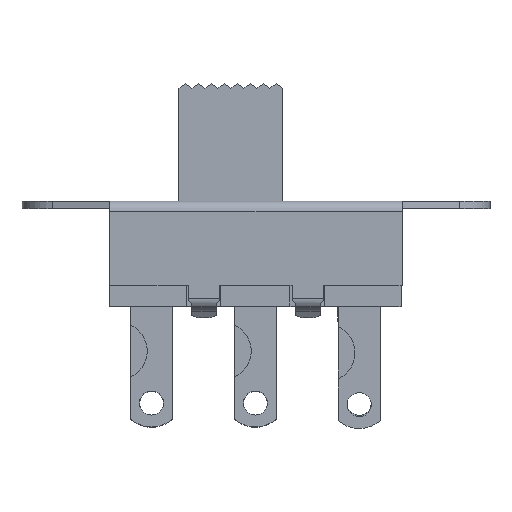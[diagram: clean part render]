
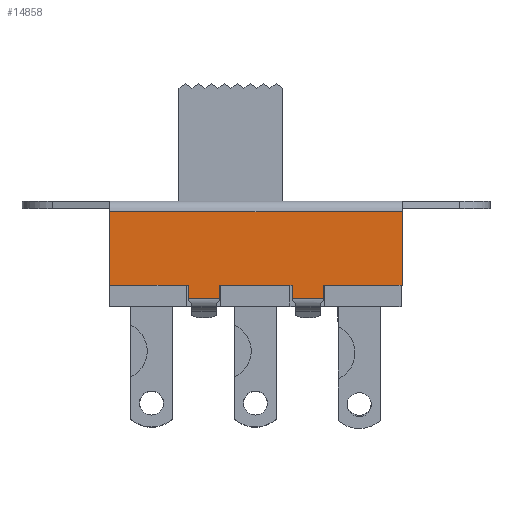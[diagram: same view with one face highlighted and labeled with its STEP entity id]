
A CAD part, top view. The second image highlights one B-rep face of the part: STEP entity #14858.
In plain terms, the highlighted planar face has unit normal (0, 0, 1).
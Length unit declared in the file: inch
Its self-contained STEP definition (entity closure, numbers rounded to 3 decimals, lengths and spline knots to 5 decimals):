
#989=FACE_OUTER_BOUND('',#1782,.T.);
#1782=EDGE_LOOP('',(#12321,#12322,#12323,#12324,#12325,#12326,#12327,#12328,
#12329,#12330,#12331,#12332,#12333,#12334,#12335,#12336,#12337,#12338));
#3301=LINE('',#23060,#4887);
#3305=LINE('',#23069,#4891);
#3309=LINE('',#23078,#4895);
#3454=LINE('',#23416,#5040);
#3458=LINE('',#23423,#5044);
#3460=LINE('',#23428,#5046);
#3462=LINE('',#23433,#5048);
#3465=LINE('',#23442,#5051);
#3468=LINE('',#23449,#5054);
#3469=LINE('',#23451,#5055);
#3698=LINE('',#23977,#5284);
#3699=LINE('',#23979,#5285);
#3701=LINE('',#23983,#5287);
#3702=LINE('',#23984,#5288);
#3703=LINE('',#23986,#5289);
#3704=LINE('',#23987,#5290);
#3705=LINE('',#23989,#5291);
#3706=LINE('',#23990,#5292);
#4887=VECTOR('',#18668,0.3937);
#4891=VECTOR('',#18674,0.3937);
#4895=VECTOR('',#18680,0.3937);
#5040=VECTOR('',#19075,0.3937);
#5044=VECTOR('',#19081,0.3937);
#5046=VECTOR('',#19085,0.3937);
#5048=VECTOR('',#19091,0.3937);
#5051=VECTOR('',#19100,0.3937);
#5054=VECTOR('',#19107,0.3937);
#5055=VECTOR('',#19110,0.3937);
#5284=VECTOR('',#19579,0.3937);
#5285=VECTOR('',#19582,0.3937);
#5287=VECTOR('',#19586,0.3937);
#5288=VECTOR('',#19587,0.3937);
#5289=VECTOR('',#19588,0.3937);
#5290=VECTOR('',#19589,0.3937);
#5291=VECTOR('',#19590,0.3937);
#5292=VECTOR('',#19591,0.3937);
#6391=VERTEX_POINT('',#23058);
#6392=VERTEX_POINT('',#23059);
#6395=VERTEX_POINT('',#23067);
#6396=VERTEX_POINT('',#23068);
#6399=VERTEX_POINT('',#23076);
#6400=VERTEX_POINT('',#23077);
#6468=VERTEX_POINT('',#23415);
#6470=VERTEX_POINT('',#23421);
#6471=VERTEX_POINT('',#23425);
#6472=VERTEX_POINT('',#23427);
#6473=VERTEX_POINT('',#23431);
#6475=VERTEX_POINT('',#23439);
#6476=VERTEX_POINT('',#23441);
#6478=VERTEX_POINT('',#23447);
#6648=VERTEX_POINT('',#23969);
#6650=VERTEX_POINT('',#23982);
#6651=VERTEX_POINT('',#23985);
#6652=VERTEX_POINT('',#23988);
#8145=EDGE_CURVE('',#6391,#6392,#3301,.T.);
#8149=EDGE_CURVE('',#6395,#6396,#3305,.T.);
#8153=EDGE_CURVE('',#6399,#6400,#3309,.T.);
#8323=EDGE_CURVE('',#6400,#6468,#3454,.T.);
#8327=EDGE_CURVE('',#6470,#6399,#3458,.T.);
#8329=EDGE_CURVE('',#6472,#6471,#3460,.T.);
#8332=EDGE_CURVE('',#6473,#6395,#3462,.T.);
#8336=EDGE_CURVE('',#6476,#6475,#3465,.T.);
#8340=EDGE_CURVE('',#6478,#6391,#3468,.T.);
#8341=EDGE_CURVE('',#6392,#6475,#3469,.T.);
#8601=EDGE_CURVE('',#6396,#6471,#3698,.T.);
#8602=EDGE_CURVE('',#6468,#6648,#3699,.T.);
#8604=EDGE_CURVE('',#6470,#6650,#3701,.T.);
#8605=EDGE_CURVE('',#6650,#6472,#3702,.T.);
#8606=EDGE_CURVE('',#6473,#6651,#3703,.T.);
#8607=EDGE_CURVE('',#6651,#6476,#3704,.T.);
#8608=EDGE_CURVE('',#6652,#6478,#3705,.T.);
#8609=EDGE_CURVE('',#6652,#6648,#3706,.T.);
#12321=ORIENTED_EDGE('',*,*,#8604,.T.);
#12322=ORIENTED_EDGE('',*,*,#8605,.T.);
#12323=ORIENTED_EDGE('',*,*,#8329,.T.);
#12324=ORIENTED_EDGE('',*,*,#8601,.F.);
#12325=ORIENTED_EDGE('',*,*,#8149,.F.);
#12326=ORIENTED_EDGE('',*,*,#8332,.F.);
#12327=ORIENTED_EDGE('',*,*,#8606,.T.);
#12328=ORIENTED_EDGE('',*,*,#8607,.T.);
#12329=ORIENTED_EDGE('',*,*,#8336,.T.);
#12330=ORIENTED_EDGE('',*,*,#8341,.F.);
#12331=ORIENTED_EDGE('',*,*,#8145,.F.);
#12332=ORIENTED_EDGE('',*,*,#8340,.F.);
#12333=ORIENTED_EDGE('',*,*,#8608,.F.);
#12334=ORIENTED_EDGE('',*,*,#8609,.T.);
#12335=ORIENTED_EDGE('',*,*,#8602,.F.);
#12336=ORIENTED_EDGE('',*,*,#8323,.F.);
#12337=ORIENTED_EDGE('',*,*,#8153,.F.);
#12338=ORIENTED_EDGE('',*,*,#8327,.F.);
#13435=PLANE('',#15989);
#14858=ADVANCED_FACE('',(#989),#13435,.T.);
#15989=AXIS2_PLACEMENT_3D('',#23981,#19584,#19585);
#18668=DIRECTION('',(-1.,0.,0.));
#18674=DIRECTION('',(-1.,0.,0.));
#18680=DIRECTION('',(-1.,0.,0.));
#19075=DIRECTION('',(-1.,0.,0.));
#19081=DIRECTION('',(-1.,0.,0.));
#19085=DIRECTION('',(0.,1.,0.));
#19091=DIRECTION('',(-1.,0.,0.));
#19100=DIRECTION('',(0.,1.,0.));
#19107=DIRECTION('',(-1.,0.,0.));
#19110=DIRECTION('',(-1.,0.,0.));
#19579=DIRECTION('',(-1.,0.,0.));
#19582=DIRECTION('',(0.,1.,0.));
#19584=DIRECTION('center_axis',(0.,0.,
1.));
#19585=DIRECTION('ref_axis',(1.,0.,0.));
#19586=DIRECTION('',(0.,-1.,0.));
#19587=DIRECTION('',(1.,0.,0.));
#19588=DIRECTION('',(0.,-1.,0.));
#19589=DIRECTION('',(1.,0.,0.));
#19590=DIRECTION('',(0.,-1.,0.));
#19591=DIRECTION('',(-1.,0.,0.));
#23058=CARTESIAN_POINT('',(0.87564,-0.66008,-0.32364));
#23059=CARTESIAN_POINT('',(0.64614,-0.66008,-0.32364));
#23060=CARTESIAN_POINT('',(0.88,-0.66008,-0.32364));
#23067=CARTESIAN_POINT('',(0.54214,-0.66008,-0.32364));
#23068=CARTESIAN_POINT('',(0.33414,-0.66008,-0.32364));
#23069=CARTESIAN_POINT('',(0.88,-0.66008,-0.32364));
#23076=CARTESIAN_POINT('',(0.23014,-0.66008,-0.32364));
#23077=CARTESIAN_POINT('',(0.00064,-0.66008,-0.32364));
#23078=CARTESIAN_POINT('',(0.88,-0.66008,-0.32364));
#23415=CARTESIAN_POINT('',(0.,-0.66008,-0.32364));
#23416=CARTESIAN_POINT('',(0.88,-0.66008,-0.32364));
#23421=CARTESIAN_POINT('',(0.237,-0.66008,-0.32364));
#23423=CARTESIAN_POINT('',(0.88,-0.66008,-0.32364));
#23425=CARTESIAN_POINT('',(0.331,-0.66008,-0.32364));
#23427=CARTESIAN_POINT('',(0.331,-0.70026,-0.32364));
#23428=CARTESIAN_POINT('',(0.331,-0.63732,-0.32364));
#23431=CARTESIAN_POINT('',(0.549,-0.66008,-0.32364));
#23433=CARTESIAN_POINT('',(0.88,-0.66008,-0.32364));
#23439=CARTESIAN_POINT('',(0.643,-0.66008,-0.32364));
#23441=CARTESIAN_POINT('',(0.643,-0.70026,-0.32364));
#23442=CARTESIAN_POINT('',(0.643,-0.63732,-0.32364));
#23447=CARTESIAN_POINT('',(0.88,-0.66008,-0.32364));
#23449=CARTESIAN_POINT('',(0.88,-0.66008,-0.32364));
#23451=CARTESIAN_POINT('',(0.88,-0.66008,-0.32364));
#23969=CARTESIAN_POINT('',(0.,-0.43852,-0.32364));
#23977=CARTESIAN_POINT('',(0.88,-0.66008,-0.32364));
#23979=CARTESIAN_POINT('',(0.,-0.66008,-0.32364));
#23981=CARTESIAN_POINT('Origin',(0.44,-0.56056,-0.32364));
#23982=CARTESIAN_POINT('',(0.237,-0.70026,-0.32364));
#23983=CARTESIAN_POINT('',(0.237,-0.60732,-0.32364));
#23984=CARTESIAN_POINT('',(0.22,-0.70026,-0.32364));
#23985=CARTESIAN_POINT('',(0.549,-0.70026,-0.32364));
#23986=CARTESIAN_POINT('',(0.549,-0.60732,-0.32364));
#23987=CARTESIAN_POINT('',(0.22,-0.70026,-0.32364));
#23988=CARTESIAN_POINT('',(0.88,-0.43852,-0.32364));
#23989=CARTESIAN_POINT('',(0.88,-0.52921,-0.32364));
#23990=CARTESIAN_POINT('',(0.44,-0.43852,-0.32364));
